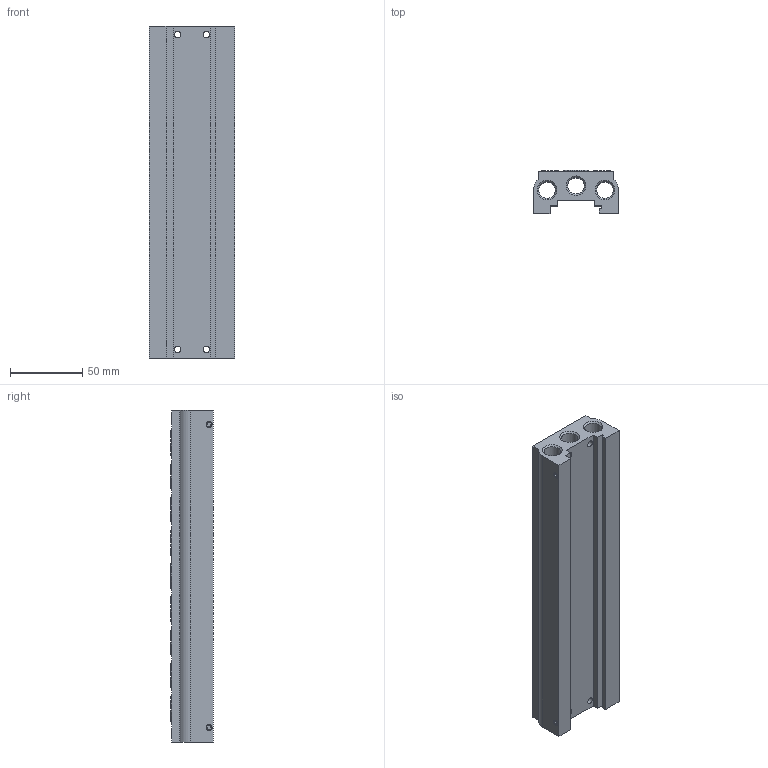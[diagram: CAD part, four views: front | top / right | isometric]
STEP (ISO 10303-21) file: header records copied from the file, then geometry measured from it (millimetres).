
FILE_DESCRIPTION(/* description */ ('Unknown'),/* implementation_level */ '2;1');
FILE_NAME(/* name */ '888.09',/* time_stamp */ '2018-09-06T09:52:18-04:00',/* author */ ('Unknown'),/* organization */ ('Unknown'),/* preprocessor_version */ 'ST-DEVELOPER v16.7',/* originating_system */ 'DEX',/* authorisation */ $);
FILE_SCHEMA (('AUTOMOTIVE_DESIGN {1 0 10303 214 3 1 1}'));
Length unit declared in the file: millimetre
Products named in the file (1): 888.09
Bounding box: 59 x 29.68 x 230 mm (x, y, z)
Volume: 239647.5 mm3; surface area: 77552.7 mm2
Topology: 1 solids, 1 shells, 323 faces, 694 edges, 422 vertices
Faces by surface type: cylinder 129, cone 85, plane 79, torus 30
Full cylindrical faces by diameter (mm): 2.459 x21, 3.242 x2, 4.5 x4, 6 x27, 7.25 x4, 10 x18, 11.44 x3, 11.445 x6, 13 x16, 13.94 x9, 17.5 x17
Entity records: 9396 total; most frequent: DIRECTION 1334, CARTESIAN_POINT 1114, ORIENTED_EDGE 772, FACE_BOUND 676, EDGE_LOOP 628, AXIS2_PLACEMENT_3D 624, VERTEX_POINT 404, EDGE_CURVE 386
